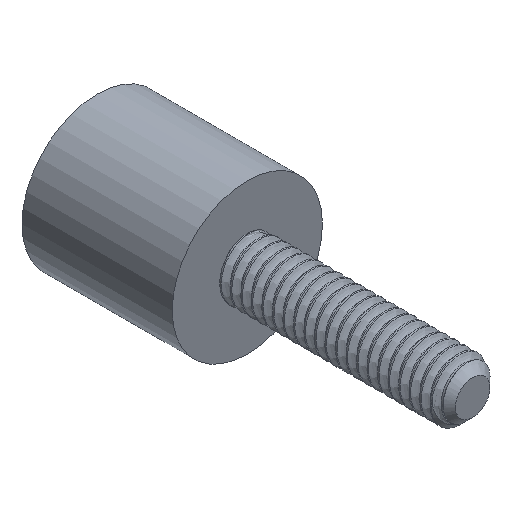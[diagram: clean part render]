
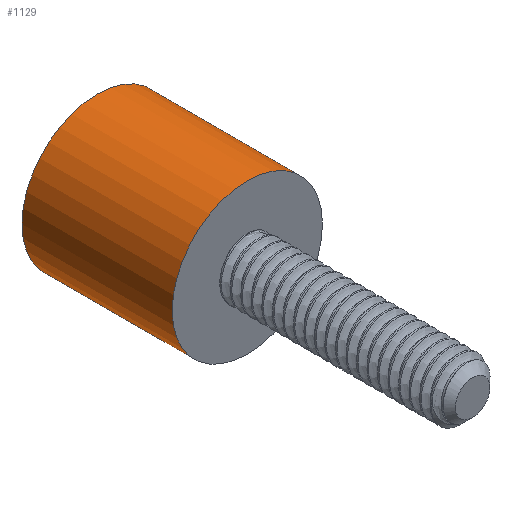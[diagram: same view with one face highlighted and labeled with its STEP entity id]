
A CAD part, isometric view. The second image highlights one B-rep face of the part: STEP entity #1129.
In plain terms, the highlighted cylindrical face has radius 5 mm (diameter 10 mm), a full revolution.
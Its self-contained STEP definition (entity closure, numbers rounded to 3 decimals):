
#100=FACE_OUTER_BOUND('',#166,.T.);
#166=EDGE_LOOP('',(#1012,#1013,#1014,#1015));
#182=CIRCLE('',#1205,5.);
#183=CIRCLE('',#1221,5.);
#338=LINE('',#4649,#401);
#401=VECTOR('',#1441,5.);
#503=VERTEX_POINT('',#3961);
#510=VERTEX_POINT('',#4647);
#659=EDGE_CURVE('',#503,#503,#182,.T.);
#679=EDGE_CURVE('',#510,#510,#183,.T.);
#680=EDGE_CURVE('',#510,#503,#338,.T.);
#1012=ORIENTED_EDGE('',*,*,#679,.F.);
#1013=ORIENTED_EDGE('',*,*,#680,.T.);
#1014=ORIENTED_EDGE('',*,*,#659,.T.);
#1015=ORIENTED_EDGE('',*,*,#680,.F.);
#1065=CYLINDRICAL_SURFACE('',#1220,5.);
#1129=ADVANCED_FACE('',(#100),#1065,.T.);
#1205=AXIS2_PLACEMENT_3D('',#3962,#1389,#1390);
#1220=AXIS2_PLACEMENT_3D('',#4646,#1437,#1438);
#1221=AXIS2_PLACEMENT_3D('',#4648,#1439,#1440);
#1389=DIRECTION('center_axis',(0.,-1.,0.));
#1390=DIRECTION('ref_axis',(1.,0.,0.));
#1437=DIRECTION('center_axis',(0.,-1.,0.));
#1438=DIRECTION('ref_axis',(1.,0.,0.));
#1439=DIRECTION('center_axis',(0.,-1.,0.));
#1440=DIRECTION('ref_axis',(1.,0.,0.));
#1441=DIRECTION('',(0.,1.,0.));
#3961=CARTESIAN_POINT('',(-5.,25.,0.));
#3962=CARTESIAN_POINT('Origin',(0.,25.,0.));
#4646=CARTESIAN_POINT('Origin',(0.,20.,0.));
#4647=CARTESIAN_POINT('',(-5.,15.,0.));
#4648=CARTESIAN_POINT('Origin',(0.,15.,0.));
#4649=CARTESIAN_POINT('',(-5.,20.,0.));
